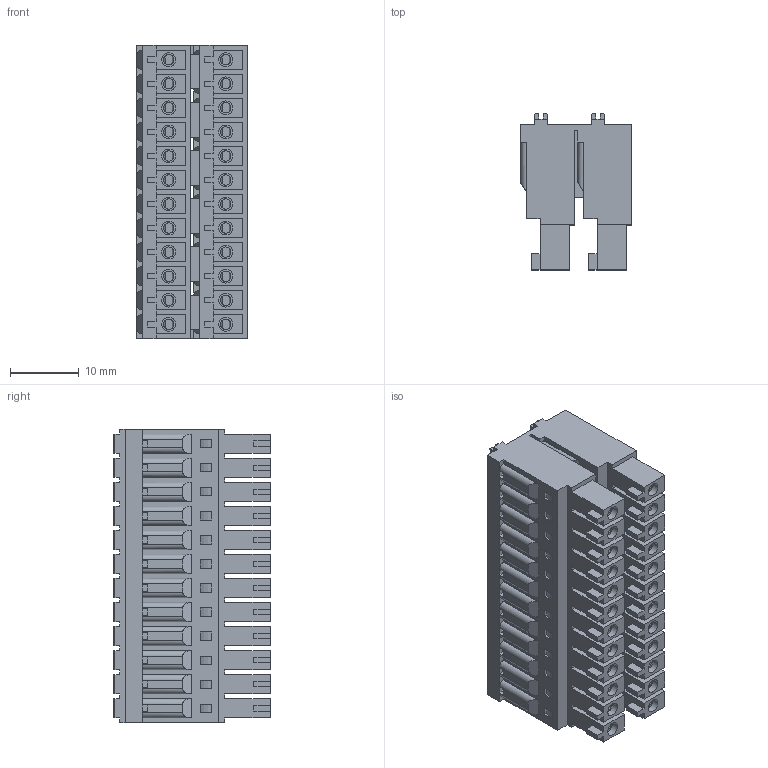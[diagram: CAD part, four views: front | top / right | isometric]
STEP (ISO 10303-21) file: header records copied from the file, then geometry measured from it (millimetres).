
FILE_DESCRIPTION((''),'2;1');
FILE_NAME('_2400','2023-06-10T15:46:38',('20191118'),(''),'CREO PARAMETRIC BY PTC INC, 2021023','CREO PARAMETRIC BY PTC INC, 2021023','');
FILE_SCHEMA(('AUTOMOTIVE_DESIGN { 1 0 10303 214 1 1 1 1 }'));
Products named in the file (1): _2400
Bounding box: 16.12 x 22.73 x 42.7 mm (x, y, z)
Volume: 9140.1 mm3; surface area: 11461.7 mm2
Topology: 1 solids, 7 shells, 2831 faces, 7566 edges, 4972 vertices
Faces by surface type: plane 2327, cylinder 504
Entity records: 118424 total; most frequent: CARTESIAN_POINT 20169, ORIENTED_EDGE 15132, DIRECTION 13741, PRESENTATION_STYLE_ASSIGNMENT 8160, STYLED_ITEM 7568, CURVE_STYLE 7566, EDGE_CURVE 7566, VECTOR 6447
